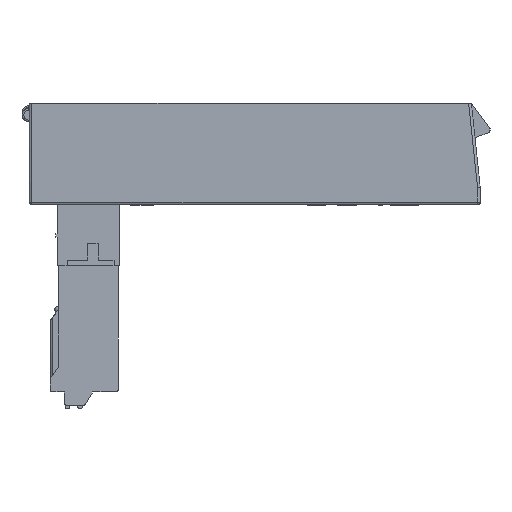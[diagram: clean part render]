
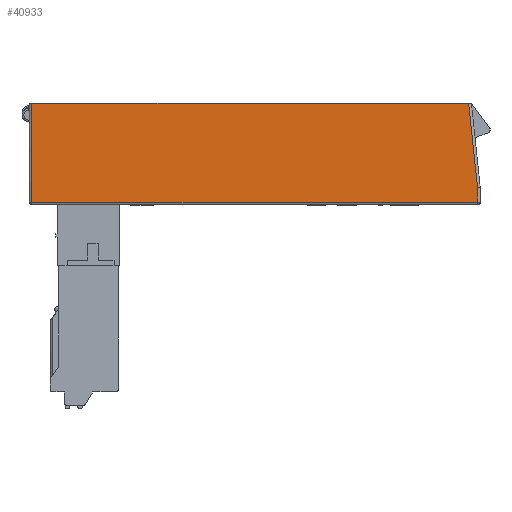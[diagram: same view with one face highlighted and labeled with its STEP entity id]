
A CAD part, front view. The second image highlights one B-rep face of the part: STEP entity #40933.
In plain terms, the highlighted planar face has unit normal (0, -1, 0).
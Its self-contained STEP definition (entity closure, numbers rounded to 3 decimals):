
#2833=DIRECTION('',(0.,0.,-1.));
#2834=VECTOR('',#2833,11.2);
#2835=CARTESIAN_POINT('',(-69.35,90.55,
-63.5));
#2836=LINE('',#2835,#2834);
#2845=CARTESIAN_POINT('',(-19.952,90.55,
-63.5));
#2970=DIRECTION('',(1.,0.,0.));
#2971=VECTOR('',#2970,50.4);
#2972=CARTESIAN_POINT('',(-69.35,90.55,
-74.7));
#2973=LINE('',#2972,#2971);
#2974=DIRECTION('',(-1.,0.,0.));
#2975=VECTOR('',#2974,49.398);
#2976=CARTESIAN_POINT('',(-19.952,90.55,
-63.5));
#2977=LINE('',#2976,#2975);
#2978=DIRECTION('',(-0.105,0.,0.995));
#2979=VECTOR('',#2978,9.568);
#2980=CARTESIAN_POINT('',(-18.95,90.55,
-73.016));
#2981=LINE('',#2980,#2979);
#2982=DIRECTION('',(0.,0.,1.));
#2983=VECTOR('',#2982,1.684);
#2984=CARTESIAN_POINT('',(-18.95,90.55,
-74.7));
#2985=LINE('',#2984,#2983);
#32254=CARTESIAN_POINT('',(-69.35,90.55,
-74.7));
#32255=VERTEX_POINT('',#32254);
#32256=CARTESIAN_POINT('',(-69.35,90.55,
-63.5));
#32257=VERTEX_POINT('',#32256);
#32264=VERTEX_POINT('',#2845);
#32314=CARTESIAN_POINT('',(-18.95,90.55,
-74.7));
#32315=VERTEX_POINT('',#32314);
#32318=CARTESIAN_POINT('',(-18.95,90.55,
-73.016));
#32319=VERTEX_POINT('',#32318);
#40919=CARTESIAN_POINT('',(-44.15,90.55,
-69.1));
#40920=DIRECTION('',(0.,1.,0.));
#40921=DIRECTION('',(0.,0.,-1.));
#40922=AXIS2_PLACEMENT_3D('',#40919,#40920,#40921);
#40923=PLANE('',#40922);
#40925=ORIENTED_EDGE('',*,*,#40924,.F.);
#40926=ORIENTED_EDGE('',*,*,#40913,.F.);
#40927=ORIENTED_EDGE('',*,*,#40740,.F.);
#40928=ORIENTED_EDGE('',*,*,#40762,.F.);
#40930=ORIENTED_EDGE('',*,*,#40929,.F.);
#40931=EDGE_LOOP('',(#40925,#40926,#40927,#40928,#40930));
#40932=FACE_OUTER_BOUND('',#40931,.F.);
#40933=ADVANCED_FACE('',(#40932),#40923,.F.);
#40740=EDGE_CURVE('',#32257,#32255,#2836,.T.);
#40762=EDGE_CURVE('',#32264,#32257,#2977,.T.);
#40913=EDGE_CURVE('',#32255,#32315,#2973,.T.);
#40924=EDGE_CURVE('',#32315,#32319,#2985,.T.);
#40929=EDGE_CURVE('',#32319,#32264,#2981,.T.);
